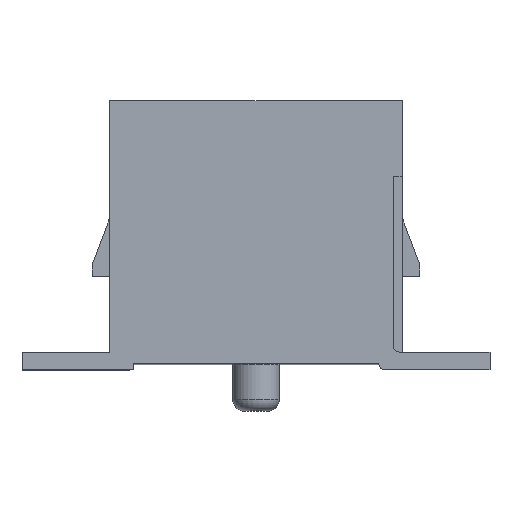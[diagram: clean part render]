
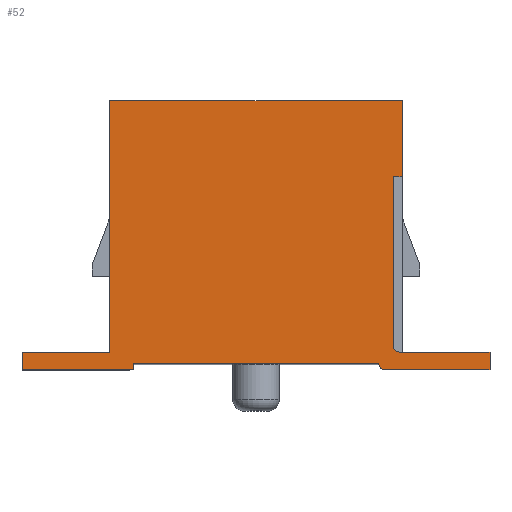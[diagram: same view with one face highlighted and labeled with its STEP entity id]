
A CAD part, top view. The second image highlights one B-rep face of the part: STEP entity #52.
In plain terms, the highlighted planar face has unit normal (0, 0, 1).
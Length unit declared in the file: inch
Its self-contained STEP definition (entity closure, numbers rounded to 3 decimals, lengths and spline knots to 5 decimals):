
#3 = VECTOR ( 'NONE', #788, 39.37008 ) ;
#15 = CARTESIAN_POINT ( 'NONE',  ( -0.15748, -0.09055, 0.47244 ) ) ;
#29 = LINE ( 'NONE', #1700, #1260 ) ;
#52 = ADVANCED_FACE ( 'NONE', ( #1312 ), #1165, .F. ) ;
#64 = CARTESIAN_POINT ( 'NONE',  ( 0.08268, -0.09843, 0.47244 ) ) ;
#72 = DIRECTION ( 'NONE',  ( 0., -1., 0. ) ) ;
#87 = DIRECTION ( 'NONE',  ( 1., 0., 0. ) ) ;
#88 = VERTEX_POINT ( 'NONE', #64 ) ;
#126 = DIRECTION ( 'NONE',  ( 0., 0., -1. ) ) ;
#129 = LINE ( 'NONE', #671, #1650 ) ;
#145 = DIRECTION ( 'NONE',  ( 1., 0., 0. ) ) ;
#154 = CARTESIAN_POINT ( 'NONE',  ( -0.09843, -0.09055, 0.47244 ) ) ;
#156 = CARTESIAN_POINT ( 'NONE',  ( 0.15748, -0.09055, 0.47244 ) ) ;
#162 = CARTESIAN_POINT ( 'NONE',  ( 0.09843, 0.02756, 0.47244 ) ) ;
#166 = DIRECTION ( 'NONE',  ( 0., 0., -1. ) ) ;
#170 = CARTESIAN_POINT ( 'NONE',  ( 0.08268, -0.09055, 0.47244 ) ) ;
#174 = CARTESIAN_POINT ( 'NONE',  ( 0.15748, -0.09055, 0.47244 ) ) ;
#176 = EDGE_CURVE ( 'NONE', #679, #593, #29, .T. ) ;
#179 = DIRECTION ( 'NONE',  ( 0., 1., 0. ) ) ;
#205 = VERTEX_POINT ( 'NONE', #1041 ) ;
#236 = ORIENTED_EDGE ( 'NONE', *, *, #564, .T. ) ;
#266 = ORIENTED_EDGE ( 'NONE', *, *, #1353, .T. ) ;
#329 = DIRECTION ( 'NONE',  ( 0., -1., 0. ) ) ;
#334 = DIRECTION ( 'NONE',  ( 1., 0., 0. ) ) ;
#336 = LINE ( 'NONE', #170, #1342 ) ;
#349 = DIRECTION ( 'NONE',  ( 0., 0., 1. ) ) ;
#374 = EDGE_CURVE ( 'NONE', #1485, #1608, #1120, .T. ) ;
#404 = CARTESIAN_POINT ( 'NONE',  ( -0.15748, -0.09055, 0.47244 ) ) ;
#410 = VERTEX_POINT ( 'NONE', #154 ) ;
#425 = DIRECTION ( 'NONE',  ( -1., 0., 0. ) ) ;
#439 = CARTESIAN_POINT ( 'NONE',  ( -0.08268, -0.10236, 0.47244 ) ) ;
#491 = VERTEX_POINT ( 'NONE', #509 ) ;
#501 = ORIENTED_EDGE ( 'NONE', *, *, #1121, .F. ) ;
#509 = CARTESIAN_POINT ( 'NONE',  ( -0.08268, -0.10236, 0.47244 ) ) ;
#516 = EDGE_CURVE ( 'NONE', #1162, #1098, #814, .T. ) ;
#529 = LINE ( 'NONE', #1847, #1028 ) ;
#536 = ORIENTED_EDGE ( 'NONE', *, *, #1807, .T. ) ;
#553 = DIRECTION ( 'NONE',  ( 1., 0., 0. ) ) ;
#564 = EDGE_CURVE ( 'NONE', #1608, #1272, #1386, .T. ) ;
#589 = LINE ( 'NONE', #1564, #1405 ) ;
#592 = LINE ( 'NONE', #439, #1404 ) ;
#593 = VERTEX_POINT ( 'NONE', #1222 ) ;
#633 = EDGE_CURVE ( 'NONE', #1409, #205, #914, .T. ) ;
#669 = DIRECTION ( 'NONE',  ( -1., 0., 0. ) ) ;
#671 = CARTESIAN_POINT ( 'NONE',  ( 0.08268, -0.10236, 0.47244 ) ) ;
#679 = VERTEX_POINT ( 'NONE', #1327 ) ;
#700 = DIRECTION ( 'NONE',  ( 0., -1., 0. ) ) ;
#710 = DIRECTION ( 'NONE',  ( -1., 0., 0. ) ) ;
#769 = EDGE_CURVE ( 'NONE', #1003, #1098, #129, .T. ) ;
#776 = LINE ( 'NONE', #1430, #3 ) ;
#788 = DIRECTION ( 'NONE',  ( 1., 0., 0. ) ) ;
#812 = EDGE_LOOP ( 'NONE', ( #536, #1591, #1343, #1494, #974, #1960, #236, #266, #909, #1013, #1568, #501, #2137, #1373, #2107 ) ) ;
#814 = LINE ( 'NONE', #174, #1541 ) ;
#819 = VECTOR ( 'NONE', #700, 39.37008 ) ;
#840 = EDGE_CURVE ( 'NONE', #1709, #679, #1691, .T. ) ;
#849 = DIRECTION ( 'NONE',  ( 0., -1., 0. ) ) ;
#881 = CARTESIAN_POINT ( 'NONE',  ( 0.09252, -0.03543, 0.47244 ) ) ;
#909 = ORIENTED_EDGE ( 'NONE', *, *, #840, .T. ) ;
#914 = LINE ( 'NONE', #404, #819 ) ;
#916 = DIRECTION ( 'NONE',  ( -1., 0., 0. ) ) ;
#974 = ORIENTED_EDGE ( 'NONE', *, *, #2119, .F. ) ;
#1003 = VERTEX_POINT ( 'NONE', #1078 ) ;
#1013 = ORIENTED_EDGE ( 'NONE', *, *, #176, .T. ) ;
#1028 = VECTOR ( 'NONE', #553, 39.37008 ) ;
#1041 = CARTESIAN_POINT ( 'NONE',  ( -0.15748, -0.10236, 0.47244 ) ) ;
#1047 = DIRECTION ( 'NONE',  ( 0., 1., 0. ) ) ;
#1058 = CARTESIAN_POINT ( 'NONE',  ( -0.09843, -0.09843, 0.47244 ) ) ;
#1078 = CARTESIAN_POINT ( 'NONE',  ( 0.08661, -0.10236, 0.47244 ) ) ;
#1081 = EDGE_CURVE ( 'NONE', #205, #491, #592, .T. ) ;
#1098 = VERTEX_POINT ( 'NONE', #1225 ) ;
#1120 = CIRCLE ( 'NONE', #1997, 0.00394 ) ;
#1121 = EDGE_CURVE ( 'NONE', #1409, #410, #776, .T. ) ;
#1162 = VERTEX_POINT ( 'NONE', #156 ) ;
#1165 = PLANE ( 'NONE',  #1713 ) ;
#1183 = CARTESIAN_POINT ( 'NONE',  ( 0.08661, -0.09843, 0.47244 ) ) ;
#1194 = VECTOR ( 'NONE', #1047, 39.37008 ) ;
#1196 = VECTOR ( 'NONE', #179, 39.37008 ) ;
#1210 = VERTEX_POINT ( 'NONE', #1454 ) ;
#1222 = CARTESIAN_POINT ( 'NONE',  ( -0.09843, 0.07874, 0.47244 ) ) ;
#1225 = CARTESIAN_POINT ( 'NONE',  ( 0.15748, -0.10236, 0.47244 ) ) ;
#1260 = VECTOR ( 'NONE', #916, 39.37008 ) ;
#1266 = AXIS2_PLACEMENT_3D ( 'NONE', #1183, #349, #710 ) ;
#1272 = VERTEX_POINT ( 'NONE', #1820 ) ;
#1312 = FACE_OUTER_BOUND ( 'NONE', #812, .T. ) ;
#1316 = LINE ( 'NONE', #2174, #1727 ) ;
#1321 = EDGE_CURVE ( 'NONE', #88, #1003, #1512, .T. ) ;
#1327 = CARTESIAN_POINT ( 'NONE',  ( 0.09843, 0.07874, 0.47244 ) ) ;
#1342 = VECTOR ( 'NONE', #145, 39.37008 ) ;
#1343 = ORIENTED_EDGE ( 'NONE', *, *, #769, .T. ) ;
#1353 = EDGE_CURVE ( 'NONE', #1272, #1709, #529, .T. ) ;
#1373 = ORIENTED_EDGE ( 'NONE', *, *, #1081, .T. ) ;
#1386 = LINE ( 'NONE', #881, #1194 ) ;
#1404 = VECTOR ( 'NONE', #87, 39.37008 ) ;
#1405 = VECTOR ( 'NONE', #72, 39.37008 ) ;
#1409 = VERTEX_POINT ( 'NONE', #15 ) ;
#1430 = CARTESIAN_POINT ( 'NONE',  ( -0.08268, -0.09055, 0.47244 ) ) ;
#1454 = CARTESIAN_POINT ( 'NONE',  ( -0.08268, -0.09843, 0.47244 ) ) ;
#1485 = VERTEX_POINT ( 'NONE', #2068 ) ;
#1486 = EDGE_CURVE ( 'NONE', #593, #410, #589, .T. ) ;
#1494 = ORIENTED_EDGE ( 'NONE', *, *, #516, .F. ) ;
#1512 = CIRCLE ( 'NONE', #1266, 0.00394 ) ;
#1541 = VECTOR ( 'NONE', #329, 39.37008 ) ;
#1548 = VECTOR ( 'NONE', #2043, 39.37008 ) ;
#1549 = LINE ( 'NONE', #1058, #1548 ) ;
#1564 = CARTESIAN_POINT ( 'NONE',  ( -0.09843, 0.07874, 0.47244 ) ) ;
#1568 = ORIENTED_EDGE ( 'NONE', *, *, #1486, .T. ) ;
#1591 = ORIENTED_EDGE ( 'NONE', *, *, #1321, .T. ) ;
#1608 = VERTEX_POINT ( 'NONE', #2113 ) ;
#1641 = CARTESIAN_POINT ( 'NONE',  ( -0.09843, 0.07874, 0.47244 ) ) ;
#1650 = VECTOR ( 'NONE', #334, 39.37008 ) ;
#1691 = LINE ( 'NONE', #2024, #1196 ) ;
#1700 = CARTESIAN_POINT ( 'NONE',  ( -0.09843, 0.07874, 0.47244 ) ) ;
#1709 = VERTEX_POINT ( 'NONE', #162 ) ;
#1713 = AXIS2_PLACEMENT_3D ( 'NONE', #1641, #166, #669 ) ;
#1727 = VECTOR ( 'NONE', #849, 39.37008 ) ;
#1750 = CARTESIAN_POINT ( 'NONE',  ( 0.09646, -0.08661, 0.47244 ) ) ;
#1807 = EDGE_CURVE ( 'NONE', #1210, #88, #1549, .T. ) ;
#1820 = CARTESIAN_POINT ( 'NONE',  ( 0.09252, 0.02756, 0.47244 ) ) ;
#1847 = CARTESIAN_POINT ( 'NONE',  ( 0.08661, 0.02756, 0.47244 ) ) ;
#1960 = ORIENTED_EDGE ( 'NONE', *, *, #374, .T. ) ;
#1997 = AXIS2_PLACEMENT_3D ( 'NONE', #1750, #126, #425 ) ;
#2024 = CARTESIAN_POINT ( 'NONE',  ( 0.09843, 0.07874, 0.47244 ) ) ;
#2043 = DIRECTION ( 'NONE',  ( 1., 0., 0. ) ) ;
#2068 = CARTESIAN_POINT ( 'NONE',  ( 0.09646, -0.09055, 0.47244 ) ) ;
#2107 = ORIENTED_EDGE ( 'NONE', *, *, #2130, .F. ) ;
#2113 = CARTESIAN_POINT ( 'NONE',  ( 0.09252, -0.08661, 0.47244 ) ) ;
#2119 = EDGE_CURVE ( 'NONE', #1485, #1162, #336, .T. ) ;
#2130 = EDGE_CURVE ( 'NONE', #1210, #491, #1316, .T. ) ;
#2137 = ORIENTED_EDGE ( 'NONE', *, *, #633, .T. ) ;
#2174 = CARTESIAN_POINT ( 'NONE',  ( -0.08268, -0.09055, 0.47244 ) ) ;
